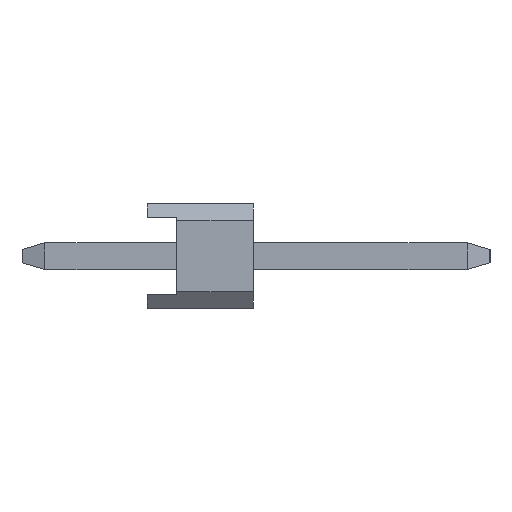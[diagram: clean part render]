
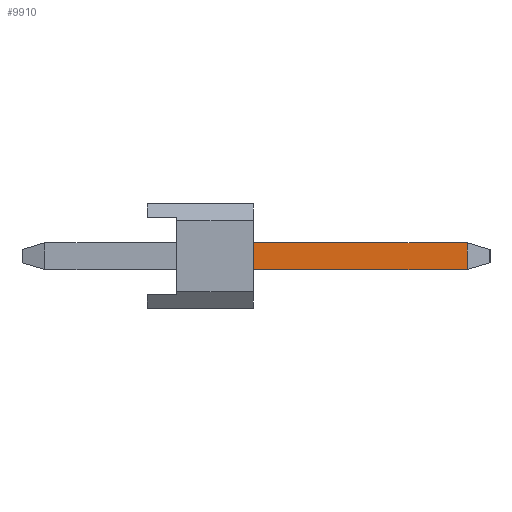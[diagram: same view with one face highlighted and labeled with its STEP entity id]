
A CAD part, left-side view. The second image highlights one B-rep face of the part: STEP entity #9910.
In plain terms, the highlighted planar face has unit normal (-1, 0, 0).
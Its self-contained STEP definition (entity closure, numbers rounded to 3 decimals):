
#6426=VERTEX_POINT('',#15829);
#7922=VERTEX_POINT('',#17539);
#8298=VERTEX_POINT('',#17945);
#9708=EDGE_CURVE('',#6426,#7922,#19497,.T.);
#9910=ADVANCED_FACE('',(#19716),#19717,.T.);
#10166=EDGE_CURVE('',#13530,#8298,#19995,.T.);
#11584=EDGE_CURVE('',#7922,#13530,#21559,.T.);
#13490=EDGE_CURVE('',#8298,#6426,#23650,.T.);
#13530=VERTEX_POINT('',#23692);
#15829=CARTESIAN_POINT('',(-37.15,-2.54,0.32));
#17539=CARTESIAN_POINT('',(-37.15,-7.654,0.32));
#17945=CARTESIAN_POINT('',(-37.15,-2.54,-0.32));
#19497=LINE('',#32185,#32186);
#19716=FACE_OUTER_BOUND('',#32513,.T.);
#19717=PLANE('',#32514);
#19995=LINE('',#32913,#32914);
#21559=LINE('',#35175,#35176);
#23650=LINE('',#38216,#38217);
#23692=CARTESIAN_POINT('',(-37.15,-7.654,-0.32));
#32185=CARTESIAN_POINT('',(-37.15,-2.6,0.32));
#32186=VECTOR('',#44806,1.0);
#32513=EDGE_LOOP('',(#45002,#45003,#45004,#45005));
#32514=AXIS2_PLACEMENT_3D('',#45006,#45007,#45008);
#32913=CARTESIAN_POINT('',(-37.15,2.454,-0.32));
#32914=VECTOR('',#45249,1.0);
#35175=CARTESIAN_POINT('',(-37.15,-7.654,0.5));
#35176=VECTOR('',#46800,1.0);
#38216=CARTESIAN_POINT('',(-37.15,-2.54,0.252));
#38217=VECTOR('',#48823,1.0);
#44806=DIRECTION('',(0.,-1.0,0.));
#45002=ORIENTED_EDGE('',*,*,#13490,.F.);
#45003=ORIENTED_EDGE('',*,*,#10166,.F.);
#45004=ORIENTED_EDGE('',*,*,#11584,.F.);
#45005=ORIENTED_EDGE('',*,*,#9708,.F.);
#45006=CARTESIAN_POINT('',(-37.15,2.454,0.5));
#45007=DIRECTION('',(-1.0,0.,0.));
#45008=DIRECTION('',(0.,1.0,0.));
#45249=DIRECTION('',(0.,1.0,0.));
#46800=DIRECTION('',(0.0,0.,-1.0));
#48823=DIRECTION('',(0.,0.,1.0));
